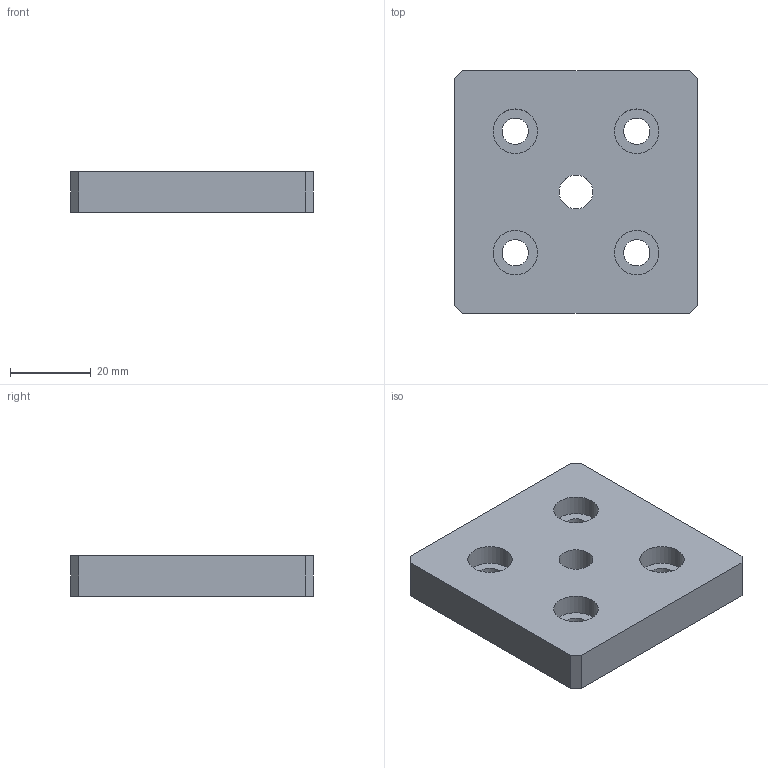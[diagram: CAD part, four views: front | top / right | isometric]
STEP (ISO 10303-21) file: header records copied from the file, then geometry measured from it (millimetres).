
FILE_DESCRIPTION((''),'2;1');
FILE_NAME('526060.ipt.stp','2010-09-05T12:18:55',(''),(''),'Autodesk Inventor 2010','Autodesk Inventor 2010','');
FILE_SCHEMA(('AUTOMOTIVE_DESIGN { 1 0 10303 214 1 1 1 1 }'));
Length unit declared in the file: millimetre
Products named in the file (1): 526060
Bounding box: 60 x 60 x 10 mm (x, y, z)
Volume: 32805.2 mm3; surface area: 10523.9 mm2
Topology: 1 solids, 1 shells, 23 faces, 55 edges, 38 vertices
Faces by surface type: bspline 13, plane 10
Entity records: 761 total; most frequent: CARTESIAN_POINT 265, ORIENTED_EDGE 84, DIRECTION 82, EDGE_LOOP 46, EDGE_CURVE 42, VERTEX_POINT 34, AXIS2_PLACEMENT_3D 29, VECTOR 24
